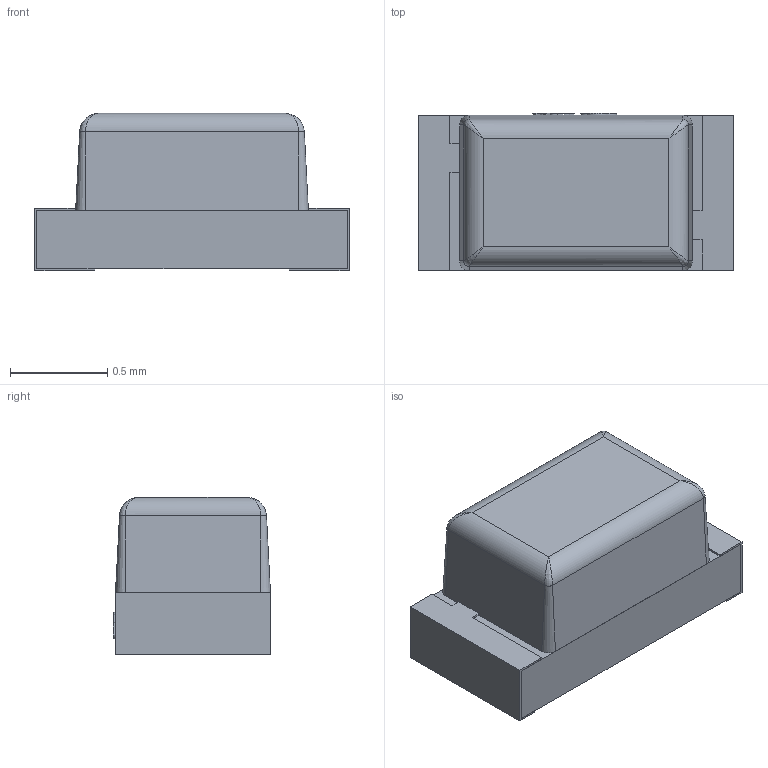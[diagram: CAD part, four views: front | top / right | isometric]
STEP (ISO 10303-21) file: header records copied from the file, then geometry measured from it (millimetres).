
FILE_DESCRIPTION (( 'STEP AP214' ), '1' );
FILE_NAME ('LED0603-R-RD-YELLOW.step', '2022-07-08T13:29:14', ( '' ), ( '' ), 'SwSTEP 2.0', 'SolidWorks 2020', '' );
FILE_SCHEMA (( 'AUTOMOTIVE_DESIGN' ));
Length unit declared in the file: millimetre
Products named in the file (1): LED0603-R-RD-YELLOW
Bounding box: 1.62 x 0.81 x 0.81 mm (x, y, z)
Volume: 0.8 mm3; surface area: 10.2 mm2
Topology: 4 solids, 4 shells, 352 faces, 943 edges, 622 vertices
Faces by surface type: plane 228, bspline 116, cone 4, cylinder 4
Entity records: 16416 total; most frequent: CARTESIAN_POINT 4514, ORIENTED_EDGE 1878, DIRECTION 1177, EDGE_CURVE 939, LINE 695, VECTOR 695, VERTEX_POINT 622, EDGE_LOOP 379
